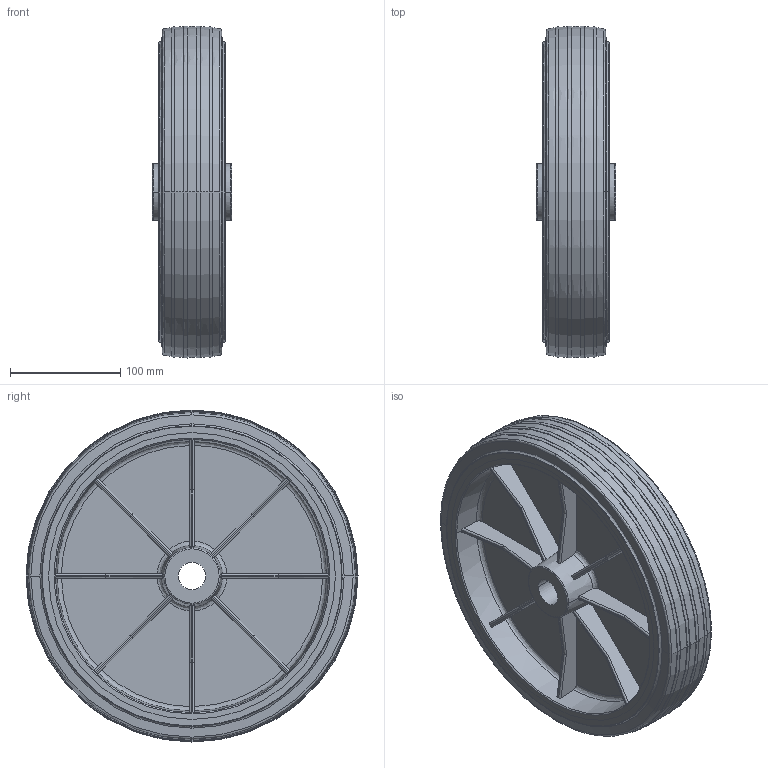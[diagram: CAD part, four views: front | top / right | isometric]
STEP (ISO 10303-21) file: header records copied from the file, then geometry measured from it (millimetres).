
FILE_DESCRIPTION (( 'STEP AP214' ), '1' );
FILE_NAME ('0014787.step', '2022-05-05T08:20:38', ( '' ), ( '' ), 'SwSTEP 2.0', 'SolidWorks 2020', '' );
FILE_SCHEMA (( 'AUTOMOTIVE_DESIGN' ));
Length unit declared in the file: millimetre
Products named in the file (1): 0014787
Bounding box: 72 x 300.89 x 300.89 mm (x, y, z)
Volume: 1710927.2 mm3; surface area: 392025.2 mm2
Topology: 2 solids, 2 shells, 250 faces, 676 edges, 440 vertices
Faces by surface type: plane 94, cylinder 74, bspline 70, cone 12
Entity records: 16030 total; most frequent: CARTESIAN_POINT 7689, ORIENTED_EDGE 1352, DIRECTION 932, EDGE_CURVE 676, VERTEX_POINT 440, AXIS2_PLACEMENT_3D 351, EDGE_LOOP 264, UNCERTAINTY_MEASURE_WITH_UNIT 254
